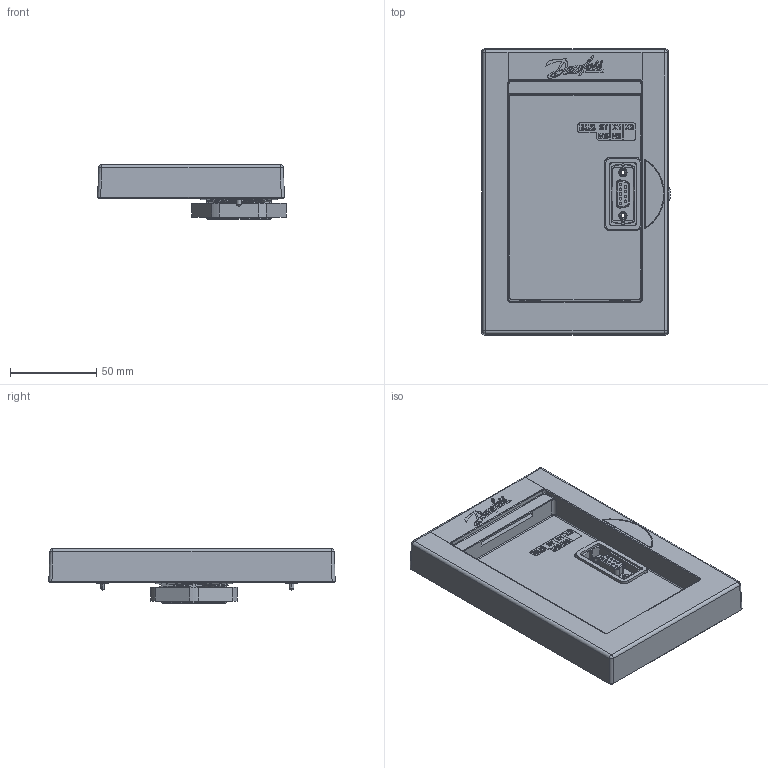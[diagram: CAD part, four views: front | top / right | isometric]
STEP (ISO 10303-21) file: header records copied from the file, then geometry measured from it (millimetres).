
FILE_DESCRIPTION((''),'2;1');
FILE_NAME('136B0243_ASM','2024-06-04T14:20:52',('U241412'),('Danfoss Drives'),'CREO PARAMETRIC BY PTC INC, 2022124','CREO PARAMETRIC BY PTC INC, 2022124','');
FILE_SCHEMA(('CONFIG_CONTROL_DESIGN','GEOMETRIC_VALIDATION_PROPERTIES_MIM'));
Products named in the file (8): 136B0211; 136B0188; 136B0212; 136B2677; 136B0210; 136B0213; 136B0214; 136B0243_ASM
Assembly tree (8 placements, depth 2):
  136B0243_ASM
    136B0211
    136B0188  x2
    136B0212
    136B2677
    136B0210
    136B0213
    136B0214
Bounding box: 109.42 x 165.97 x 31.8 mm (x, y, z)
Volume: 85618.2 mm3; surface area: 82700.1 mm2
Topology: 8 solids, 10 shells, 1226 faces, 3121 edges, 1976 vertices
Faces by surface type: plane 423, cylinder 244, extrusion 242, bspline 155, torus 76, cone 72, sphere 14
Entity records: 75223 total; most frequent: CARTESIAN_POINT 36604, ORIENTED_EDGE 6218, DIRECTION 4770, EDGE_CURVE 3113, PRESENTATION_STYLE_ASSIGNMENT 3092, STYLED_ITEM 2817, CURVE_STYLE 2803, VERTEX_POINT 1972
